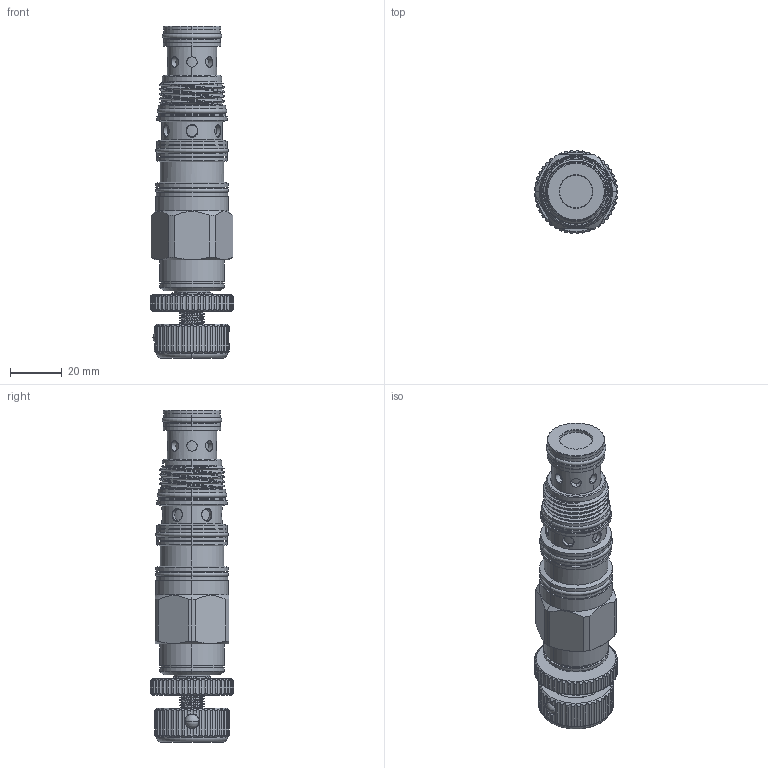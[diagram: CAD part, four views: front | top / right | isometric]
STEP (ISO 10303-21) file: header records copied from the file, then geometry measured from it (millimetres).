
FILE_DESCRIPTION (( 'STEP AP203' ), '1' );
FILE_NAME ('DP22A4M-K.STEP', '2024-05-29T05:32:53', ( '' ), ( '' ), 'SwSTEP 2.0', 'SolidWorks 2018', '' );
FILE_SCHEMA (( 'CONFIG_CONTROL_DESIGN' ));
Products named in the file (1): DP22A4M-K
Bounding box: 32.18 x 32.2 x 128.29 mm (x, y, z)
Volume: 64697.6 mm3; surface area: 17687.6 mm2
Topology: 1 solids, 1 shells, 720 faces, 1873 edges, 1203 vertices
Faces by surface type: cylinder 426, plane 157, cone 78, torus 31, bspline 26, sphere 2
Entity records: 38214 total; most frequent: CARTESIAN_POINT 21321, ORIENTED_EDGE 3722, DIRECTION 3262, EDGE_CURVE 1861, AXIS2_PLACEMENT_3D 1269, VERTEX_POINT 1203, EDGE_LOOP 782, LINE 724
